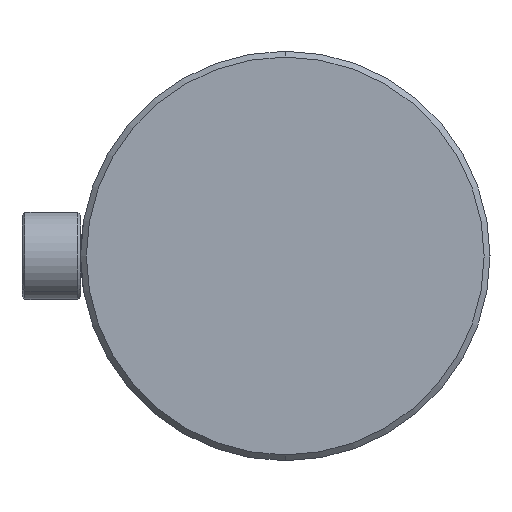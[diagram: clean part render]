
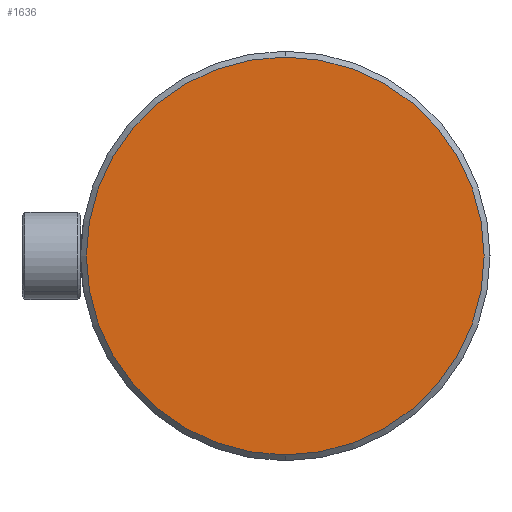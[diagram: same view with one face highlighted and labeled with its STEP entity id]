
A CAD part, left-side view. The second image highlights one B-rep face of the part: STEP entity #1636.
In plain terms, the highlighted planar face has unit normal (-1, 0, 0).
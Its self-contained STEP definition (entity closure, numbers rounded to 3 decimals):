
#238 = CIRCLE ( 'NONE', #1051, 68. ) ;
#493 = DIRECTION ( 'NONE',  ( 0., 0., 1. ) ) ;
#518 = EDGE_CURVE ( 'NONE', #1592, #587, #2137, .T. ) ;
#573 = EDGE_CURVE ( 'NONE', #587, #1592, #238, .T. ) ;
#587 = VERTEX_POINT ( 'NONE', #2738 ) ;
#788 = FACE_OUTER_BOUND ( 'NONE', #2109, .T. ) ;
#1051 = AXIS2_PLACEMENT_3D ( 'NONE', #2617, #1127, #1896 ) ;
#1127 = DIRECTION ( 'NONE',  ( 1., 0., 0. ) ) ;
#1432 = CARTESIAN_POINT ( 'NONE',  ( -30., 0., 68. ) ) ;
#1461 = AXIS2_PLACEMENT_3D ( 'NONE', #3240, #3052, #493 ) ;
#1481 = AXIS2_PLACEMENT_3D ( 'NONE', #1511, #2922, #2638 ) ;
#1511 = CARTESIAN_POINT ( 'NONE',  ( -30., 0., 0. ) ) ;
#1592 = VERTEX_POINT ( 'NONE', #1432 ) ;
#1636 = ADVANCED_FACE ( 'NONE', ( #788 ), #2388, .T. ) ;
#1896 = DIRECTION ( 'NONE',  ( 0., 0., -1. ) ) ;
#2109 = EDGE_LOOP ( 'NONE', ( #2884, #2748 ) ) ;
#2137 = CIRCLE ( 'NONE', #1481, 68. ) ;
#2388 = PLANE ( 'NONE',  #1461 ) ;
#2617 = CARTESIAN_POINT ( 'NONE',  ( -30., 0., 0. ) ) ;
#2638 = DIRECTION ( 'NONE',  ( 0., 0., -1. ) ) ;
#2738 = CARTESIAN_POINT ( 'NONE',  ( -30., 0., -68. ) ) ;
#2748 = ORIENTED_EDGE ( 'NONE', *, *, #518, .F. ) ;
#2884 = ORIENTED_EDGE ( 'NONE', *, *, #573, .F. ) ;
#2922 = DIRECTION ( 'NONE',  ( 1., 0., 0. ) ) ;
#3052 = DIRECTION ( 'NONE',  ( -1., 0., 0. ) ) ;
#3240 = CARTESIAN_POINT ( 'NONE',  ( -30., 0., 0. ) ) ;
